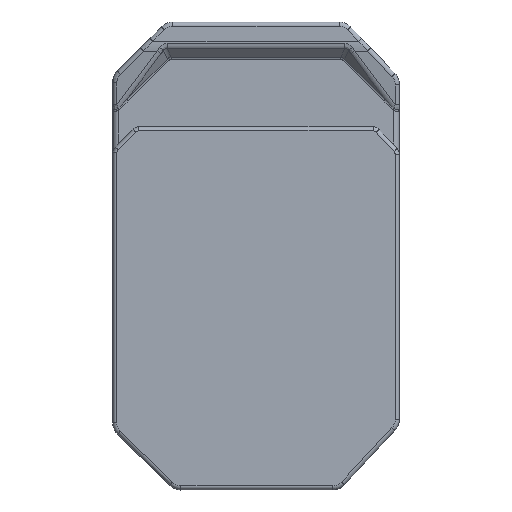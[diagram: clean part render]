
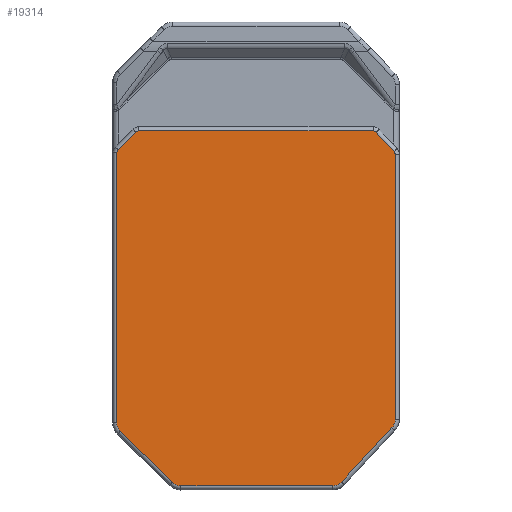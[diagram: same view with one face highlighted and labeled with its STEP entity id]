
A CAD part, top view. The second image highlights one B-rep face of the part: STEP entity #19314.
In plain terms, the highlighted planar face has unit normal (0, 0, 1).
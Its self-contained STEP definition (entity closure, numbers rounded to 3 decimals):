
#18741=CARTESIAN_POINT('',(-496.874,172.5,15.0));
#18742=VERTEX_POINT('',#18741);
#18750=CARTESIAN_POINT('',(-162.142,172.5,15.0));
#18751=VERTEX_POINT('',#18750);
#18752=CARTESIAN_POINT('',(-496.874,172.5,15.0));
#18753=DIRECTION('',(1.0,0.0,0.0));
#18754=VECTOR('',#18753,334.732);
#18755=LINE('',#18752,#18754);
#18756=EDGE_CURVE('',#18742,#18751,#18755,.T.);
#18781=CARTESIAN_POINT('',(-507.59,167.996,15.0));
#18782=VERTEX_POINT('',#18781);
#18790=CARTESIAN_POINT('',(-496.874,157.5,15.0));
#18791=DIRECTION('',(0.0,0.0,-1.0));
#18792=DIRECTION('',(-0.387,0.922,0.0));
#18793=AXIS2_PLACEMENT_3D('',#18790,#18791,#18792);
#18794=CIRCLE('',#18793,15.);
#18795=EDGE_CURVE('',#18782,#18742,#18794,.T.);
#18825=CARTESIAN_POINT('',(-158.606,171.036,15.0));
#18826=VERTEX_POINT('',#18825);
#18844=CARTESIAN_POINT('',(-162.142,167.5,15.0));
#18845=DIRECTION('',(0.0,0.0,-1.0));
#18846=DIRECTION('',(0.383,0.924,0.0));
#18847=AXIS2_PLACEMENT_3D('',#18844,#18845,#18846);
#18848=CIRCLE('',#18847,5.0);
#18849=EDGE_CURVE('',#18751,#18826,#18848,.T.);
#18859=CARTESIAN_POINT('',(-570.717,103.54,15.0));
#18860=VERTEX_POINT('',#18859);
#18868=CARTESIAN_POINT('',(-570.717,103.54,15.0));
#18869=DIRECTION('',(0.7,0.714,0.0));
#18870=VECTOR('',#18869,90.219);
#18871=LINE('',#18868,#18870);
#18872=EDGE_CURVE('',#18860,#18782,#18871,.T.);
#18884=CARTESIAN_POINT('',(-136.464,148.893,15.0));
#18885=VERTEX_POINT('',#18884);
#18902=CARTESIAN_POINT('',(-158.606,171.036,15.0));
#18903=DIRECTION('',(0.707,-0.707,0.0));
#18904=VECTOR('',#18903,31.313);
#18905=LINE('',#18902,#18904);
#18906=EDGE_CURVE('',#18826,#18885,#18905,.T.);
#18916=CARTESIAN_POINT('',(-575.,93.044,15.0));
#18917=VERTEX_POINT('',#18916);
#18925=CARTESIAN_POINT('',(-560.,93.044,15.0));
#18926=DIRECTION('',(0.0,0.0,-1.0));
#18927=DIRECTION('',(-0.926,0.378,0.0));
#18928=AXIS2_PLACEMENT_3D('',#18925,#18926,#18927);
#18929=CIRCLE('',#18928,15.);
#18930=EDGE_CURVE('',#18917,#18860,#18929,.T.);
#18960=CARTESIAN_POINT('',(-135.,145.358,15.0));
#18961=VERTEX_POINT('',#18960);
#18979=CARTESIAN_POINT('',(-140.,145.358,15.0));
#18980=DIRECTION('',(0.0,0.0,-1.0));
#18981=DIRECTION('',(0.924,0.383,0.0));
#18982=AXIS2_PLACEMENT_3D('',#18979,#18980,#18981);
#18983=CIRCLE('',#18982,5.0);
#18984=EDGE_CURVE('',#18885,#18961,#18983,.T.);
#18994=CARTESIAN_POINT('',(-575.0,-94.953,15.0));
#18995=VERTEX_POINT('',#18994);
#19003=CARTESIAN_POINT('',(-575.0,-94.953,15.0));
#19004=DIRECTION('',(0.0,1.0,0.0));
#19005=VECTOR('',#19004,187.997);
#19006=LINE('',#19003,#19005);
#19007=EDGE_CURVE('',#18995,#18917,#19006,.T.);
#19019=CARTESIAN_POINT('',(-135.,-145.147,15.0));
#19020=VERTEX_POINT('',#19019);
#19037=CARTESIAN_POINT('',(-135.,145.358,15.0));
#19038=DIRECTION('',(0.0,-1.0,0.0));
#19039=VECTOR('',#19038,290.505);
#19040=LINE('',#19037,#19039);
#19041=EDGE_CURVE('',#18961,#19020,#19040,.T.);
#19051=CARTESIAN_POINT('',(-570.22,-105.932,15.0));
#19052=VERTEX_POINT('',#19051);
#19060=CARTESIAN_POINT('',(-560.0,-94.953,15.0));
#19061=DIRECTION('',(0.0,0.0,-1.));
#19062=DIRECTION('',(-0.917,-0.399,0.0));
#19063=AXIS2_PLACEMENT_3D('',#19060,#19061,#19062);
#19064=CIRCLE('',#19063,15.);
#19065=EDGE_CURVE('',#19052,#18995,#19064,.T.);
#19095=CARTESIAN_POINT('',(-136.593,-148.806,15.0));
#19096=VERTEX_POINT('',#19095);
#19114=CARTESIAN_POINT('',(-140.,-145.147,15.0));
#19115=DIRECTION('',(0.0,0.0,-1.0));
#19116=DIRECTION('',(0.917,-0.399,0.0));
#19117=AXIS2_PLACEMENT_3D('',#19114,#19115,#19116);
#19118=CIRCLE('',#19117,5.0);
#19119=EDGE_CURVE('',#19020,#19096,#19118,.T.);
#19129=CARTESIAN_POINT('',(-503.028,-168.479,15.0));
#19130=VERTEX_POINT('',#19129);
#19138=CARTESIAN_POINT('',(-503.028,-168.479,15.0));
#19139=DIRECTION('',(-0.732,0.681,0.0));
#19140=VECTOR('',#19139,91.799);
#19141=LINE('',#19138,#19140);
#19142=EDGE_CURVE('',#19130,#19052,#19141,.T.);
#19154=CARTESIAN_POINT('',(-160.607,-171.16,15.0));
#19155=VERTEX_POINT('',#19154);
#19172=CARTESIAN_POINT('',(-136.593,-148.806,15.0));
#19173=DIRECTION('',(-0.732,-0.681,0.0));
#19174=VECTOR('',#19173,32.807);
#19175=LINE('',#19172,#19174);
#19176=EDGE_CURVE('',#19096,#19155,#19175,.T.);
#19186=CARTESIAN_POINT('',(-492.807,-172.5,15.0));
#19187=VERTEX_POINT('',#19186);
#19195=CARTESIAN_POINT('',(-492.807,-157.5,15.0));
#19196=DIRECTION('',(0.0,0.0,-1.));
#19197=DIRECTION('',(-0.366,-0.931,0.0));
#19198=AXIS2_PLACEMENT_3D('',#19195,#19196,#19197);
#19199=CIRCLE('',#19198,15.);
#19200=EDGE_CURVE('',#19187,#19130,#19199,.T.);
#19230=CARTESIAN_POINT('',(-164.013,-172.5,15.0));
#19231=VERTEX_POINT('',#19230);
#19247=CARTESIAN_POINT('',(-164.013,-167.5,15.0));
#19248=DIRECTION('',(0.0,0.0,-1.));
#19249=DIRECTION('',(0.366,-0.931,0.0));
#19250=AXIS2_PLACEMENT_3D('',#19247,#19248,#19249);
#19251=CIRCLE('',#19250,5.0);
#19252=EDGE_CURVE('',#19155,#19231,#19251,.T.);
#19265=CARTESIAN_POINT('',(-164.013,-172.5,15.0));
#19266=DIRECTION('',(-1.0,0.0,0.0));
#19267=VECTOR('',#19266,328.794);
#19268=LINE('',#19265,#19267);
#19269=EDGE_CURVE('',#19231,#19187,#19268,.T.);
#19291=CARTESIAN_POINT('',(-344.748,0.221,15.0));
#19292=DIRECTION('',(0.0,0.0,1.0));
#19293=DIRECTION('',(1.0,0.0,0.0));
#19294=AXIS2_PLACEMENT_3D('',#19291,#19292,#19293);
#19295=PLANE('',#19294);
#19296=ORIENTED_EDGE('',*,*,#18756,.F.);
#19297=ORIENTED_EDGE('',*,*,#18795,.F.);
#19298=ORIENTED_EDGE('',*,*,#18872,.F.);
#19299=ORIENTED_EDGE('',*,*,#18930,.F.);
#19300=ORIENTED_EDGE('',*,*,#19007,.F.);
#19301=ORIENTED_EDGE('',*,*,#19065,.F.);
#19302=ORIENTED_EDGE('',*,*,#19142,.F.);
#19303=ORIENTED_EDGE('',*,*,#19200,.F.);
#19304=ORIENTED_EDGE('',*,*,#19269,.F.);
#19305=ORIENTED_EDGE('',*,*,#19252,.F.);
#19306=ORIENTED_EDGE('',*,*,#19176,.F.);
#19307=ORIENTED_EDGE('',*,*,#19119,.F.);
#19308=ORIENTED_EDGE('',*,*,#19041,.F.);
#19309=ORIENTED_EDGE('',*,*,#18984,.F.);
#19310=ORIENTED_EDGE('',*,*,#18906,.F.);
#19311=ORIENTED_EDGE('',*,*,#18849,.F.);
#19312=EDGE_LOOP('',(#19296,#19297,#19298,#19299,#19300,#19301,#19302,#19303,#19304,#19305,#19306,#19307,#19308,#19309,#19310,#19311));
#19313=FACE_OUTER_BOUND('',#19312,.T.);
#19314=ADVANCED_FACE('',(#19313),#19295,.T.);
